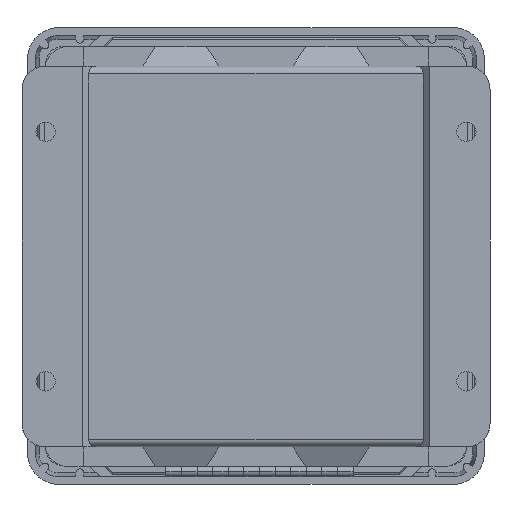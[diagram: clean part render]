
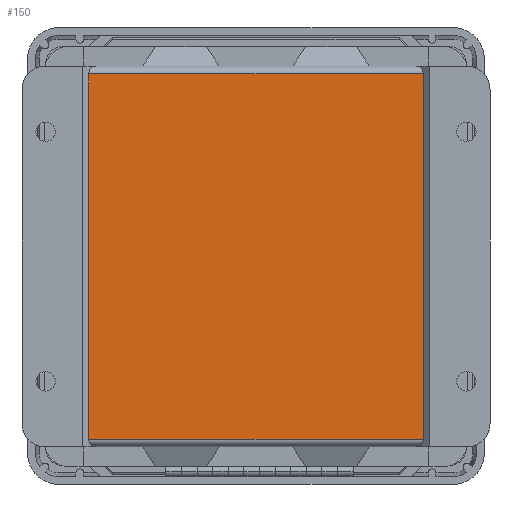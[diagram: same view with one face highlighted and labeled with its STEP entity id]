
A CAD part, front view. The second image highlights one B-rep face of the part: STEP entity #150.
In plain terms, the highlighted planar face has unit normal (0, -1, 0).
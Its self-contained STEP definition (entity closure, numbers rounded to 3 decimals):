
#90 = DIRECTION ( 'NONE',  ( 1., 0., 0. ) ) ;
#150 = ADVANCED_FACE ( 'NONE', ( #3271 ), #8463, .F. ) ;
#573 = DIRECTION ( 'NONE',  ( 0., 0., 1. ) ) ;
#940 = DIRECTION ( 'NONE',  ( 0., 0., -1. ) ) ;
#1064 = DIRECTION ( 'NONE',  ( 1., 0., 0. ) ) ;
#1294 = VERTEX_POINT ( 'NONE', #6791 ) ;
#1810 = CARTESIAN_POINT ( 'NONE',  ( -68.11, -3.175, -74.295 ) ) ;
#2290 = EDGE_CURVE ( 'NONE', #5604, #5677, #2507, .T. ) ;
#2349 = DIRECTION ( 'NONE',  ( 0., 0., -1. ) ) ;
#2507 = LINE ( 'NONE', #8147, #11630 ) ;
#2918 = VECTOR ( 'NONE', #1064, 1000. ) ;
#3103 = CARTESIAN_POINT ( 'NONE',  ( -68.11, -3.175, -75.946 ) ) ;
#3271 = FACE_OUTER_BOUND ( 'NONE', #11637, .T. ) ;
#3281 = ORIENTED_EDGE ( 'NONE', *, *, #6455, .F. ) ;
#4722 = VECTOR ( 'NONE', #940, 1000. ) ;
#5414 = CARTESIAN_POINT ( 'NONE',  ( 68.11, -3.175, 74.295 ) ) ;
#5604 = VERTEX_POINT ( 'NONE', #5414 ) ;
#5677 = VERTEX_POINT ( 'NONE', #7581 ) ;
#5942 = LINE ( 'NONE', #6661, #2918 ) ;
#6455 = EDGE_CURVE ( 'NONE', #1294, #5604, #6597, .T. ) ;
#6597 = LINE ( 'NONE', #8145, #14857 ) ;
#6661 = CARTESIAN_POINT ( 'NONE',  ( 0., -3.175, -74.295 ) ) ;
#6791 = CARTESIAN_POINT ( 'NONE',  ( -68.11, -3.175, 74.295 ) ) ;
#6897 = LINE ( 'NONE', #3103, #4722 ) ;
#7466 = ORIENTED_EDGE ( 'NONE', *, *, #8552, .T. ) ;
#7581 = CARTESIAN_POINT ( 'NONE',  ( 68.11, -3.175, -74.295 ) ) ;
#8092 = ORIENTED_EDGE ( 'NONE', *, *, #2290, .F. ) ;
#8145 = CARTESIAN_POINT ( 'NONE',  ( 0., -3.175, 74.295 ) ) ;
#8147 = CARTESIAN_POINT ( 'NONE',  ( 68.11, -3.175, -75.946 ) ) ;
#8363 = CARTESIAN_POINT ( 'NONE',  ( -76.39, -3.175, -75.946 ) ) ;
#8463 = PLANE ( 'NONE',  #12584 ) ;
#8552 = EDGE_CURVE ( 'NONE', #1294, #12370, #6897, .T. ) ;
#11313 = ORIENTED_EDGE ( 'NONE', *, *, #11931, .T. ) ;
#11630 = VECTOR ( 'NONE', #2349, 1000. ) ;
#11637 = EDGE_LOOP ( 'NONE', ( #7466, #11313, #8092, #3281 ) ) ;
#11931 = EDGE_CURVE ( 'NONE', #12370, #5677, #5942, .T. ) ;
#12370 = VERTEX_POINT ( 'NONE', #1810 ) ;
#12584 = AXIS2_PLACEMENT_3D ( 'NONE', #8363, #14270, #573 ) ;
#14270 = DIRECTION ( 'NONE',  ( 0., 1., 0. ) ) ;
#14857 = VECTOR ( 'NONE', #90, 1000. ) ;
